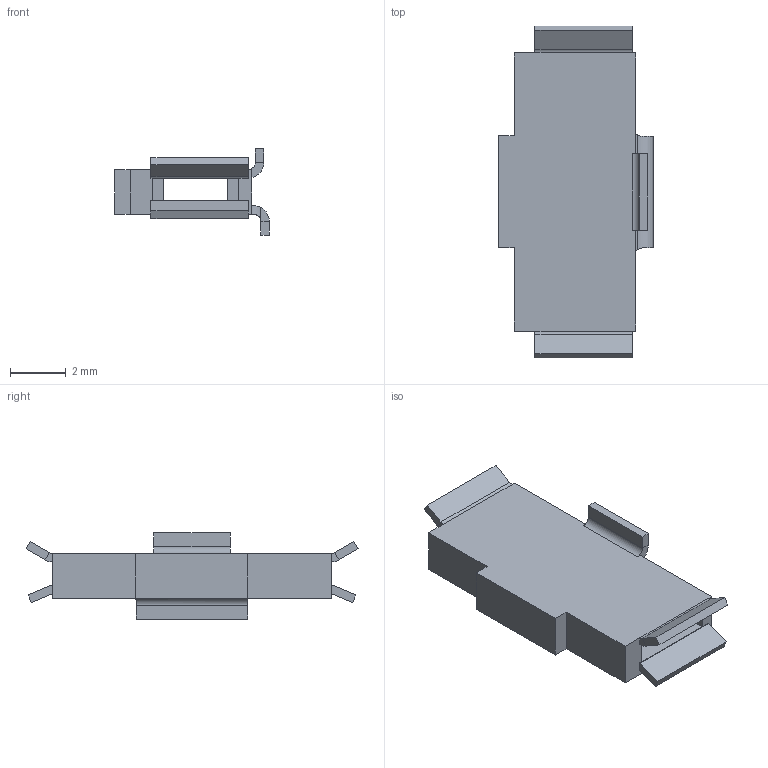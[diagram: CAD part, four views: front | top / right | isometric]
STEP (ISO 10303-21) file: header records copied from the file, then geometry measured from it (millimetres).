
FILE_DESCRIPTION(/* description */ (''),/* implementation_level */ '2;1');
FILE_NAME(/* name */ 'PCC-SMD.step',/* time_stamp */ '2022-01-22T11:31:53-05:00',/* author */ (''),/* organization */ (''),/* preprocessor_version */ 'ST-DEVELOPER v18.1',/* originating_system */ 'Autodesk Translation Framework v10.13.0.1454',/* authorisation */ '');
FILE_SCHEMA (('AUTOMOTIVE_DESIGN { 1 0 10303 214 3 1 1 }'));
Length unit declared in the file: millimetre
Products named in the file (1): PCC-SMD
Bounding box: 5.56 x 11.94 x 3.11 mm (x, y, z)
Volume: 58.5 mm3; surface area: 249.4 mm2
Topology: 1 solids, 1 shells, 71 faces, 181 edges, 112 vertices
Faces by surface type: plane 59, cylinder 12
Entity records: 2159 total; most frequent: CARTESIAN_POINT 397, ORIENTED_EDGE 362, DIRECTION 345, EDGE_CURVE 181, LINE 153, VECTOR 153, VERTEX_POINT 112, AXIS2_PLACEMENT_3D 96
